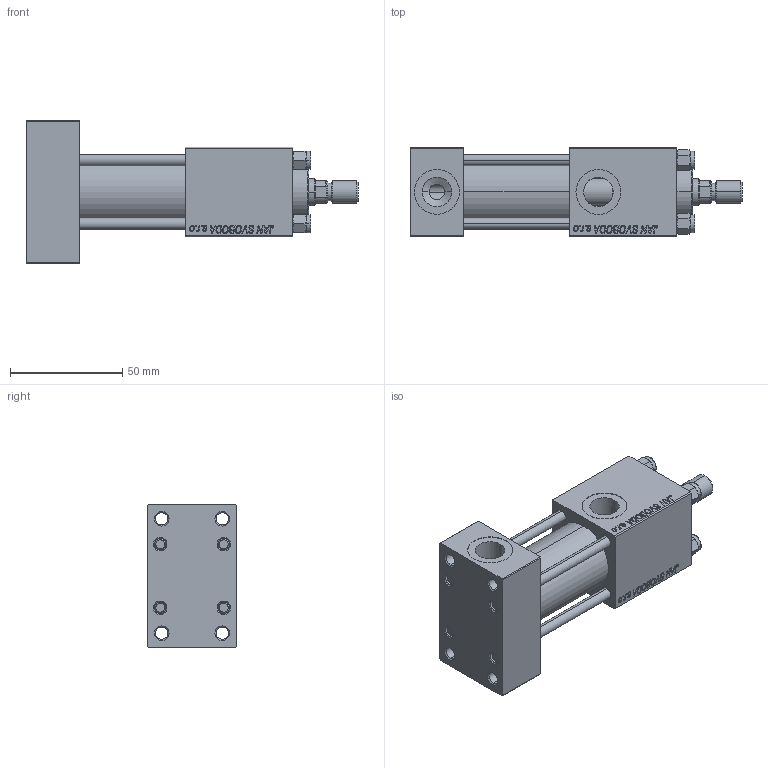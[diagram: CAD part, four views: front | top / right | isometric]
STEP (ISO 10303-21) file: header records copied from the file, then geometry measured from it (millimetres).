
FILE_DESCRIPTION (( 'STEP AP203' ), '1' );
FILE_NAME ('4df7.STEP', '2024-08-16T05:37:54', ( '' ), ( '' ), 'SwSTEP 2.0', 'SolidWorks 2019', '' );
FILE_SCHEMA (( 'CONFIG_CONTROL_DESIGN' ));
Products named in the file (7): V215CR_TYCINKA_E 620d9ac4eb0bf8353fa03666e7f8b392; V215CR_VCP_E 620d9ac4eb0bf8353fa03666e7f8b392; V215_VC_A 620d9ac4eb0bf8353fa03666e7f8b392; ROD_END_AH 620d9ac4eb0bf8353fa03666e7f8b392; 4df7; NUT_M5_E 620d9ac4eb0bf8353fa03666e7f8b392; V215CR_E_Body 620d9ac4eb0bf8353fa03666e7f8b392
Assembly tree (12 placements, depth 2):
  4df7
    V215CR_E_Body 620d9ac4eb0bf8353fa03666e7f8b392
    V215CR_VCP_E 620d9ac4eb0bf8353fa03666e7f8b392
    V215CR_TYCINKA_E 620d9ac4eb0bf8353fa03666e7f8b392  x4
    NUT_M5_E 620d9ac4eb0bf8353fa03666e7f8b392  x4
    V215_VC_A 620d9ac4eb0bf8353fa03666e7f8b392
    ROD_END_AH 620d9ac4eb0bf8353fa03666e7f8b392
Bounding box: 148 x 40 x 64 mm (x, y, z)
Volume: 164564.7 mm3; surface area: 62978.2 mm2
Topology: 12 solids, 12 shells, 1149 faces, 2881 edges, 1861 vertices
Faces by surface type: plane 501, bspline 392, cone 156, cylinder 90, torus 10
Entity records: 50396 total; most frequent: CARTESIAN_POINT 27105, ORIENTED_EDGE 5254, DIRECTION 3341, EDGE_CURVE 2627, VERTEX_POINT 1717, VECTOR 1563, LINE 1563, EDGE_LOOP 1162
